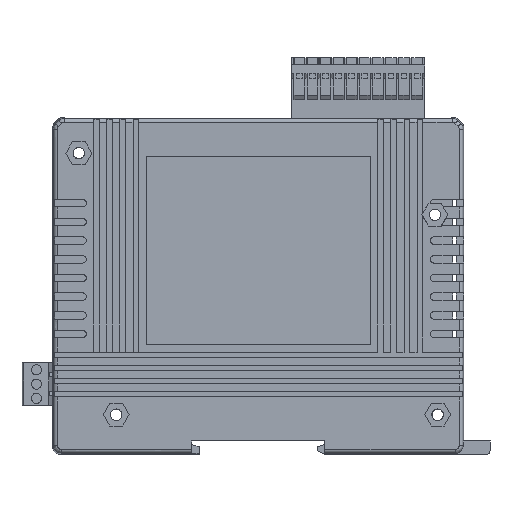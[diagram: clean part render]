
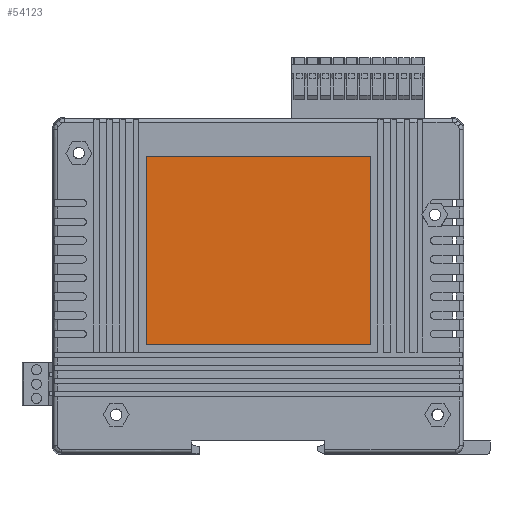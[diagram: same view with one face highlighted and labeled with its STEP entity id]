
A CAD part, left-side view. The second image highlights one B-rep face of the part: STEP entity #54123.
In plain terms, the highlighted face is planar.
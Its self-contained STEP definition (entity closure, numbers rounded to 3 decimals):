
#4305 = EDGE_CURVE ( 'NONE', #49735, #38730, #40241, .T. ) ;
#7552 = ORIENTED_EDGE ( 'NONE', *, *, #52147, .F. ) ;
#8499 = LINE ( 'NONE', #89410, #51633 ) ;
#9052 = CARTESIAN_POINT ( 'NONE',  ( -29.392, -16.894, -70.429 ) ) ;
#10836 = PLANE ( 'NONE',  #42921 ) ;
#10949 = LINE ( 'NONE', #38539, #70515 ) ;
#13081 = DIRECTION ( 'NONE',  ( -1., 0., 0. ) ) ;
#15043 = CARTESIAN_POINT ( 'NONE',  ( -89.392, -16.894, -70.429 ) ) ;
#15737 = ORIENTED_EDGE ( 'NONE', *, *, #4305, .F. ) ;
#16301 = VECTOR ( 'NONE', #13081, 1000. ) ;
#17814 = CARTESIAN_POINT ( 'NONE',  ( -89.392, -16.894, -19.971 ) ) ;
#20641 = CARTESIAN_POINT ( 'NONE',  ( -29.392, -16.894, -19.971 ) ) ;
#22559 = EDGE_LOOP ( 'NONE', ( #51397, #51400, #7552, #15737 ) ) ;
#23515 = DIRECTION ( 'NONE',  ( 0., 1., 0. ) ) ;
#32508 = EDGE_CURVE ( 'NONE', #48516, #74787, #10949, .T. ) ;
#34402 = DIRECTION ( 'NONE',  ( -1., 0., 0. ) ) ;
#37271 = DIRECTION ( 'NONE',  ( 0., 0., -1. ) ) ;
#38539 = CARTESIAN_POINT ( 'NONE',  ( -29.392, -16.894, -70.429 ) ) ;
#38730 = VERTEX_POINT ( 'NONE', #84273 ) ;
#40241 = LINE ( 'NONE', #75034, #16301 ) ;
#42921 = AXIS2_PLACEMENT_3D ( 'NONE', #9052, #23515, #72328 ) ;
#48516 = VERTEX_POINT ( 'NONE', #62992 ) ;
#49735 = VERTEX_POINT ( 'NONE', #20641 ) ;
#51397 = ORIENTED_EDGE ( 'NONE', *, *, #54441, .T. ) ;
#51400 = ORIENTED_EDGE ( 'NONE', *, *, #32508, .T. ) ;
#51633 = VECTOR ( 'NONE', #76766, 1000. ) ;
#52147 = EDGE_CURVE ( 'NONE', #38730, #74787, #80195, .T. ) ;
#52431 = FACE_OUTER_BOUND ( 'NONE', #22559, .T. ) ;
#54123 = ADVANCED_FACE ( 'NONE', ( #52431 ), #10836, .T. ) ;
#54441 = EDGE_CURVE ( 'NONE', #49735, #48516, #8499, .T. ) ;
#62992 = CARTESIAN_POINT ( 'NONE',  ( -29.392, -16.894, -70.429 ) ) ;
#70515 = VECTOR ( 'NONE', #34402, 1000. ) ;
#72328 = DIRECTION ( 'NONE',  ( 0., 0., 1. ) ) ;
#74787 = VERTEX_POINT ( 'NONE', #15043 ) ;
#75034 = CARTESIAN_POINT ( 'NONE',  ( -29.392, -16.894, -19.971 ) ) ;
#76766 = DIRECTION ( 'NONE',  ( 0., 0., -1. ) ) ;
#80195 = LINE ( 'NONE', #17814, #86144 ) ;
#84273 = CARTESIAN_POINT ( 'NONE',  ( -89.392, -16.894, -19.971 ) ) ;
#86144 = VECTOR ( 'NONE', #37271, 1000. ) ;
#89410 = CARTESIAN_POINT ( 'NONE',  ( -29.392, -16.894, -19.971 ) ) ;
